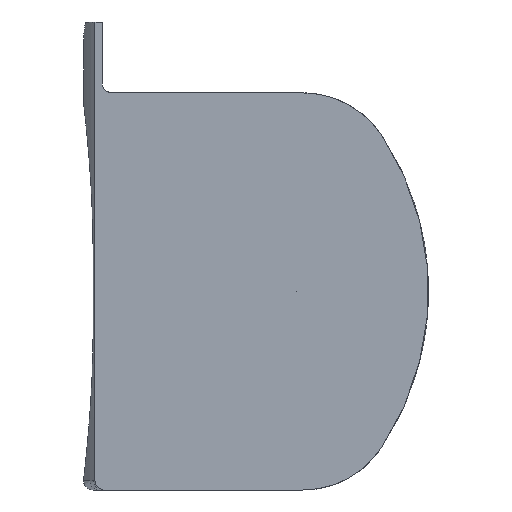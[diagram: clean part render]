
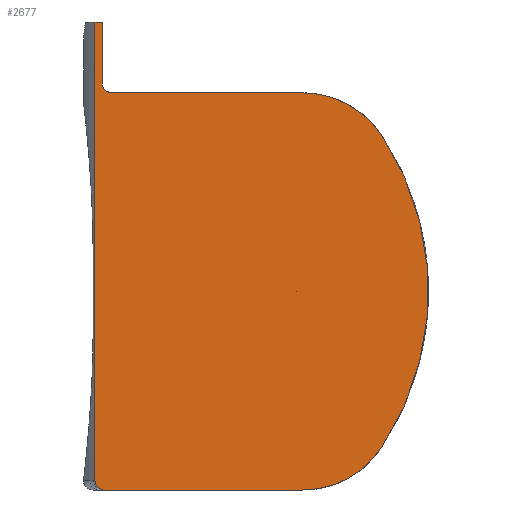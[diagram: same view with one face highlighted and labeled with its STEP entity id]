
A CAD part, front view. The second image highlights one B-rep face of the part: STEP entity #2677.
In plain terms, the highlighted planar face has unit normal (0, -1, 0).
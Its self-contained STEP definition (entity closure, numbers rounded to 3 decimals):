
#32=B_SPLINE_CURVE_WITH_KNOTS('',3,(#4085,#4086,#4087,#4088,#4089,#4090,
#4091,#4092,#4093,#4094),.UNSPECIFIED.,.F.,.F.,(4,2,2,2,4),(0.592,
0.666,0.74,0.815,0.889),
 .UNSPECIFIED.);
#34=B_SPLINE_CURVE_WITH_KNOTS('',3,(#4112,#4113,#4114,#4115,#4116,#4117,
#4118,#4119,#4120,#4121),.UNSPECIFIED.,.F.,.F.,(4,2,2,2,4),(0.296,
0.37,0.444,0.518,0.592),
 .UNSPECIFIED.);
#126=CIRCLE('',#2869,20.);
#127=CIRCLE('',#2870,60.);
#128=CIRCLE('',#2871,20.);
#319=FACE_OUTER_BOUND('',#477,.T.);
#477=EDGE_LOOP('',(#1887,#1888,#1889,#1890,#1891,#1892,#1893,#1894,#1895,
#1896));
#674=LINE('',#4081,#915);
#675=LINE('',#4125,#916);
#676=LINE('',#4132,#917);
#677=LINE('',#4134,#918);
#678=LINE('',#4135,#919);
#915=VECTOR('',#3227,10.);
#916=VECTOR('',#3242,10.);
#917=VECTOR('',#3249,10.);
#918=VECTOR('',#3250,10.);
#919=VECTOR('',#3251,10.);
#1163=VERTEX_POINT('',#4078);
#1164=VERTEX_POINT('',#4080);
#1165=VERTEX_POINT('',#4084);
#1168=VERTEX_POINT('',#4109);
#1169=VERTEX_POINT('',#4111);
#1170=VERTEX_POINT('',#4124);
#1171=VERTEX_POINT('',#4126);
#1172=VERTEX_POINT('',#4128);
#1173=VERTEX_POINT('',#4130);
#1174=VERTEX_POINT('',#4133);
#1438=EDGE_CURVE('',#1164,#1163,#674,.T.);
#1440=EDGE_CURVE('',#1164,#1165,#32,.T.);
#1444=EDGE_CURVE('',#1168,#1169,#34,.T.);
#1446=EDGE_CURVE('',#1170,#1168,#675,.T.);
#1447=EDGE_CURVE('',#1171,#1170,#126,.T.);
#1448=EDGE_CURVE('',#1171,#1172,#127,.T.);
#1449=EDGE_CURVE('',#1173,#1172,#128,.T.);
#1450=EDGE_CURVE('',#1165,#1173,#676,.T.);
#1451=EDGE_CURVE('',#1174,#1163,#677,.T.);
#1452=EDGE_CURVE('',#1174,#1169,#678,.T.);
#1887=ORIENTED_EDGE('',*,*,#1444,.F.);
#1888=ORIENTED_EDGE('',*,*,#1446,.F.);
#1889=ORIENTED_EDGE('',*,*,#1447,.F.);
#1890=ORIENTED_EDGE('',*,*,#1448,.T.);
#1891=ORIENTED_EDGE('',*,*,#1449,.F.);
#1892=ORIENTED_EDGE('',*,*,#1450,.F.);
#1893=ORIENTED_EDGE('',*,*,#1440,.F.);
#1894=ORIENTED_EDGE('',*,*,#1438,.T.);
#1895=ORIENTED_EDGE('',*,*,#1451,.F.);
#1896=ORIENTED_EDGE('',*,*,#1452,.T.);
#2591=PLANE('',#2868);
#2677=ADVANCED_FACE('',(#319),#2591,.F.);
#2868=AXIS2_PLACEMENT_3D('',#4123,#3240,#3241);
#2869=AXIS2_PLACEMENT_3D('',#4127,#3243,#3244);
#2870=AXIS2_PLACEMENT_3D('',#4129,#3245,#3246);
#2871=AXIS2_PLACEMENT_3D('',#4131,#3247,#3248);
#3227=DIRECTION('',(0.,0.,1.));
#3240=DIRECTION('center_axis',(0.,1.,0.));
#3241=DIRECTION('ref_axis',(-1.,0.,0.));
#3242=DIRECTION('',(-1.,0.,0.));
#3243=DIRECTION('center_axis',(0.,1.,0.));
#3244=DIRECTION('ref_axis',(0.474,0.,-0.881));
#3245=DIRECTION('center_axis',(0.,-1.,0.));
#3246=DIRECTION('ref_axis',(1.,0.,0.));
#3247=DIRECTION('center_axis',(0.,1.,0.));
#3248=DIRECTION('ref_axis',(0.475,0.,0.88));
#3249=DIRECTION('',(1.,0.,0.));
#3250=DIRECTION('',(1.,0.,0.));
#3251=DIRECTION('',(0.,0.,-1.));
#4078=CARTESIAN_POINT('',(-0.552,0.,57.));
#4080=CARTESIAN_POINT('',(-0.552,0.,44.));
#4081=CARTESIAN_POINT('',(-0.552,0.,42.));
#4084=CARTESIAN_POINT('',(1.448,0.,42.));
#4085=CARTESIAN_POINT('Ctrl Pts',(-0.552,0.,44.));
#4086=CARTESIAN_POINT('Ctrl Pts',(-0.552,0.,43.753));
#4087=CARTESIAN_POINT('Ctrl Pts',(-0.494,0.,43.463));
#4088=CARTESIAN_POINT('Ctrl Pts',(-0.305,0.,43.007));
#4089=CARTESIAN_POINT('Ctrl Pts',(-0.141,0.,42.76));
#4090=CARTESIAN_POINT('Ctrl Pts',(0.208,0.,42.411));
#4091=CARTESIAN_POINT('Ctrl Pts',(0.454,0.,42.247));
#4092=CARTESIAN_POINT('Ctrl Pts',(0.91,0.,42.058));
#4093=CARTESIAN_POINT('Ctrl Pts',(1.201,0.,42.));
#4094=CARTESIAN_POINT('Ctrl Pts',(1.448,0.,42.));
#4109=CARTESIAN_POINT('',(-0.052,0.,-42.));
#4111=CARTESIAN_POINT('',(-2.052,0.,-40.));
#4112=CARTESIAN_POINT('Ctrl Pts',(-0.052,0.,
-42.));
#4113=CARTESIAN_POINT('Ctrl Pts',(-0.299,0.,
-42.));
#4114=CARTESIAN_POINT('Ctrl Pts',(-0.59,0.,-41.942));
#4115=CARTESIAN_POINT('Ctrl Pts',(-1.046,0.,-41.753));
#4116=CARTESIAN_POINT('Ctrl Pts',(-1.292,0.,-41.589));
#4117=CARTESIAN_POINT('Ctrl Pts',(-1.641,0.,-41.24));
#4118=CARTESIAN_POINT('Ctrl Pts',(-1.805,0.,-40.993));
#4119=CARTESIAN_POINT('Ctrl Pts',(-1.994,0.,-40.537));
#4120=CARTESIAN_POINT('Ctrl Pts',(-2.052,0.,
-40.247));
#4121=CARTESIAN_POINT('Ctrl Pts',(-2.052,0.,
-40.));
#4123=CARTESIAN_POINT('Origin',(100.,0.,0.));
#4124=CARTESIAN_POINT('',(41.875,0.,-42.));
#4125=CARTESIAN_POINT('',(62.02,0.,-42.));
#4126=CARTESIAN_POINT('',(58.567,0.,-33.017));
#4127=CARTESIAN_POINT('Origin',(41.875,0.,-22.));
#4128=CARTESIAN_POINT('',(58.634,0.,32.983));
#4129=CARTESIAN_POINT('Origin',(8.491,0.,0.034));
#4130=CARTESIAN_POINT('',(41.92,0.,42.));
#4131=CARTESIAN_POINT('Origin',(41.92,0.,22.));
#4132=CARTESIAN_POINT('',(46.14,0.,42.));
#4133=CARTESIAN_POINT('',(-2.052,0.,57.));
#4134=CARTESIAN_POINT('',(-2.052,0.,57.));
#4135=CARTESIAN_POINT('',(-2.052,0.,0.));
